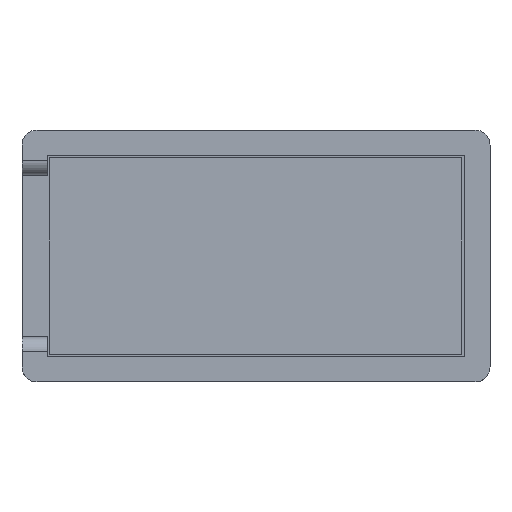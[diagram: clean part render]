
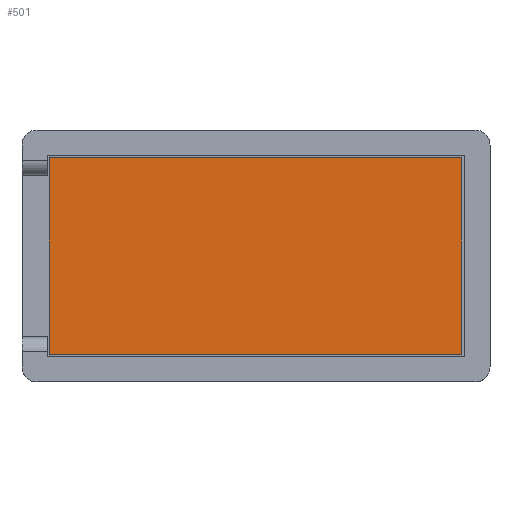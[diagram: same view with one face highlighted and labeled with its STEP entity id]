
A CAD part, top view. The second image highlights one B-rep face of the part: STEP entity #501.
In plain terms, the highlighted planar face has unit normal (0, 0, 1).
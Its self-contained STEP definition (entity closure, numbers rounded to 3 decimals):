
#48=FACE_OUTER_BOUND('',#76,.T.);
#76=EDGE_LOOP('',(#348,#349,#350,#351));
#103=LINE('',#742,#158);
#106=LINE('',#748,#161);
#109=LINE('',#754,#164);
#112=LINE('',#758,#167);
#158=VECTOR('',#591,10.);
#161=VECTOR('',#596,10.);
#164=VECTOR('',#601,10.);
#167=VECTOR('',#606,10.);
#213=VERTEX_POINT('',#739);
#214=VERTEX_POINT('',#741);
#216=VERTEX_POINT('',#747);
#218=VERTEX_POINT('',#753);
#261=EDGE_CURVE('',#214,#213,#103,.T.);
#264=EDGE_CURVE('',#216,#214,#106,.T.);
#267=EDGE_CURVE('',#218,#216,#109,.T.);
#270=EDGE_CURVE('',#213,#218,#112,.T.);
#348=ORIENTED_EDGE('',*,*,#270,.T.);
#349=ORIENTED_EDGE('',*,*,#267,.T.);
#350=ORIENTED_EDGE('',*,*,#264,.T.);
#351=ORIENTED_EDGE('',*,*,#261,.T.);
#482=PLANE('',#543);
#501=ADVANCED_FACE('',(#48),#482,.T.);
#543=AXIS2_PLACEMENT_3D('',#759,#607,#608);
#591=DIRECTION('',(0.,-1.,0.));
#596=DIRECTION('',(-1.,0.,0.));
#601=DIRECTION('',(0.,1.,0.));
#606=DIRECTION('',(1.,0.,0.));
#607=DIRECTION('center_axis',(0.,0.,1.));
#608=DIRECTION('ref_axis',(1.,0.,0.));
#739=CARTESIAN_POINT('',(-39.559,-19.507,2.));
#741=CARTESIAN_POINT('',(-39.559,19.493,2.));
#742=CARTESIAN_POINT('',(-39.559,-19.507,2.));
#747=CARTESIAN_POINT('',(42.341,19.493,2.));
#748=CARTESIAN_POINT('',(-39.559,19.493,2.));
#753=CARTESIAN_POINT('',(42.341,-19.507,2.));
#754=CARTESIAN_POINT('',(42.341,19.493,2.));
#758=CARTESIAN_POINT('',(42.341,-19.507,2.));
#759=CARTESIAN_POINT('Origin',(1.391,-0.007,2.));
